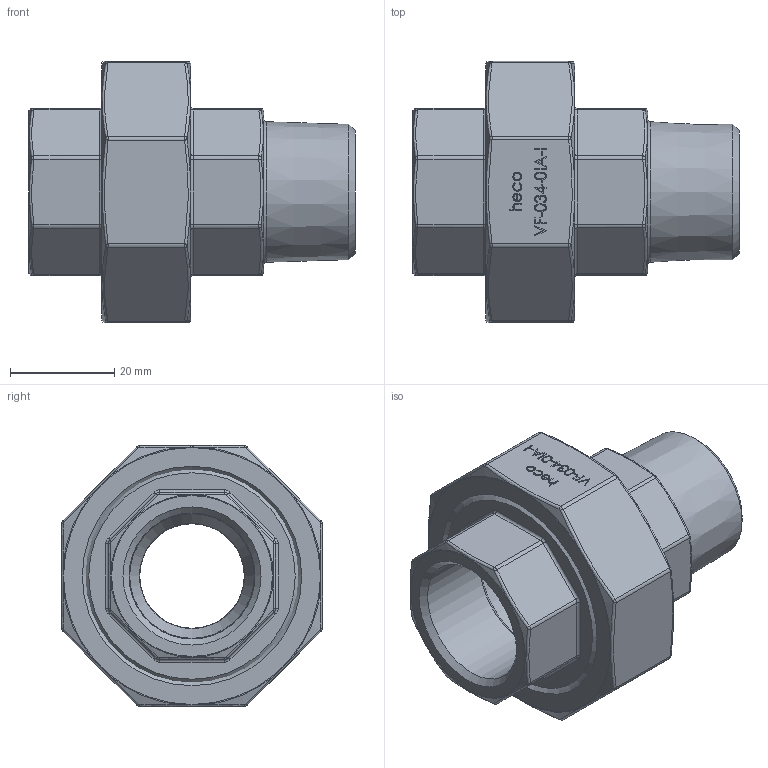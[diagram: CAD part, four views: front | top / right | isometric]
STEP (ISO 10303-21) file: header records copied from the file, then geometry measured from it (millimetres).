
FILE_DESCRIPTION (( 'STEP AP214' ), '1' );
FILE_NAME ('VF-034-0IA-I Verschraubung flach 2109.STEP', '2021-09-30T08:40:10', ( '' ), ( '' ), 'SwSTEP 2.0', 'SolidWorks 2019', '' );
FILE_SCHEMA (( 'AUTOMOTIVE_DESIGN' ));
Length unit declared in the file: millimetre
Products named in the file (1): VF-034-0IA-I Verschraubung flach 2109
Bounding box: 62.5 x 50 x 50 mm (x, y, z)
Volume: 41549.5 mm3; surface area: 21799 mm2
Topology: 4 solids, 4 shells, 402 faces, 981 edges, 585 vertices
Faces by surface type: bspline 146, plane 137, cylinder 52, torus 40, cone 27
Full cylindrical faces by diameter (mm): 20 x1, 24 x1, 24.117 x1, 28 x2, 29 x1, 36 x1, 36.5 x1, 39.5 x2, 39.84 x1, 42 x1
Entity records: 20816 total; most frequent: CARTESIAN_POINT 8363, ORIENTED_EDGE 1778, DIRECTION 1296, EDGE_CURVE 889, VERTEX_POINT 570, EDGE_LOOP 485, AXIS2_PLACEMENT_3D 459, FACE_OUTER_BOUND 438
